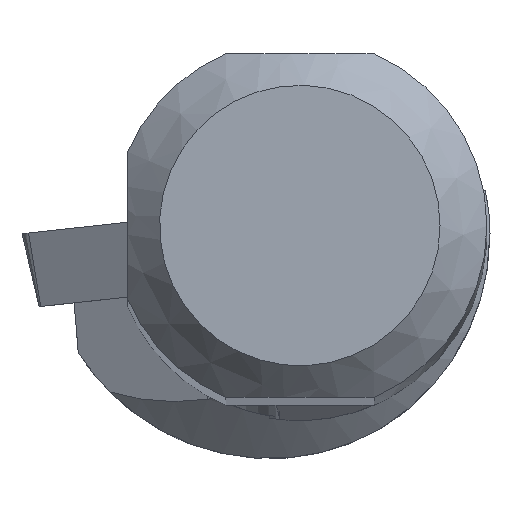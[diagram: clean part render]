
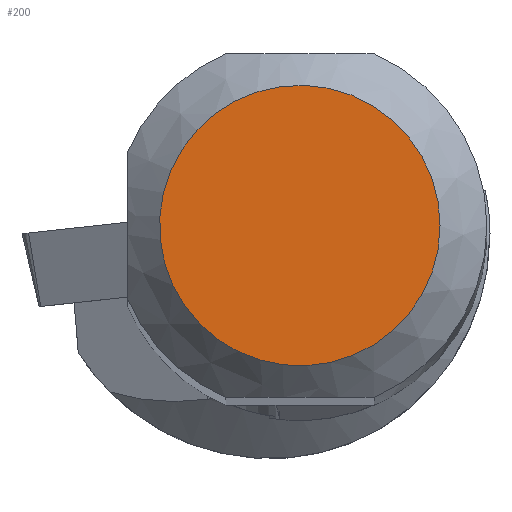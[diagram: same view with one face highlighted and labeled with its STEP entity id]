
A CAD part, top view. The second image highlights one B-rep face of the part: STEP entity #200.
In plain terms, the highlighted planar face has unit normal (0, 0, 1).
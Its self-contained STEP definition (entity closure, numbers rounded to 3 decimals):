
#156=FACE_OUTER_BOUND('',#398,.T.);
#200=ADVANCED_FACE('',(#156),#233,.T.);
#233=PLANE('',#1032);
#398=EDGE_LOOP('',(#548));
#548=ORIENTED_EDGE('',*,*,#822,.T.);
#723=VERTEX_POINT('',#1679);
#822=EDGE_CURVE('',#723,#723,#878,.T.);
#878=CIRCLE('',#1031,4.493);
#1031=AXIS2_PLACEMENT_3D('',#1678,#1229,#1230);
#1032=AXIS2_PLACEMENT_3D('',#1680,#1231,#1232);
#1229=DIRECTION('',(0.,0.,1.));
#1230=DIRECTION('',(1.,0.,0.));
#1231=DIRECTION('',(0.,0.,1.));
#1232=DIRECTION('',(1.,0.,0.));
#1678=CARTESIAN_POINT('',(0.,0.,0.));
#1679=CARTESIAN_POINT('',(4.493,0.,0.));
#1680=CARTESIAN_POINT('',(0.,0.,
0.));
